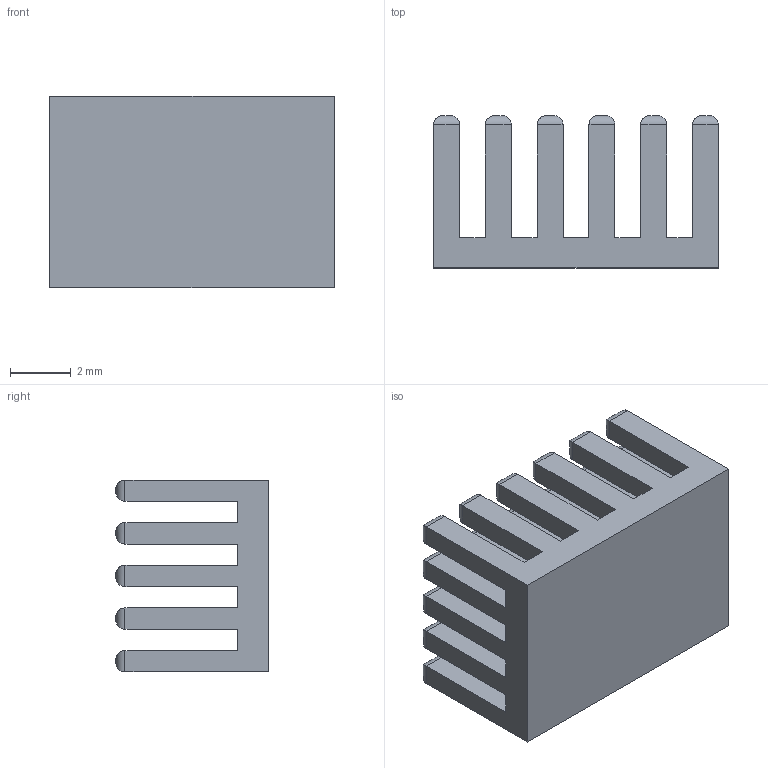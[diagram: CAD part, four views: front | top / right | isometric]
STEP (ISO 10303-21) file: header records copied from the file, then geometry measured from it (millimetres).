
FILE_DESCRIPTION(/* description */ (''),/* implementation_level */ '2;1');
FILE_NAME(/* name */ 'OPAMP_HS_2_F.step',/* time_stamp */ '2022-01-02T20:21:55+02:00',/* author */ (''),/* organization */ (''),/* preprocessor_version */ 'ST-DEVELOPER v18.1',/* originating_system */ 'Autodesk Translation Framework v10.10.0.1391',/* authorisation */ '');
FILE_SCHEMA (('AUTOMOTIVE_DESIGN { 1 0 10303 214 3 1 1 }'));
Length unit declared in the file: millimetre
Products named in the file (1): HS_2_OPAMP
Bounding box: 9.35 x 5 x 6.3 mm (x, y, z)
Volume: 128.7 mm3; surface area: 507.4 mm2
Topology: 1 solids, 1 shells, 254 faces, 600 edges, 360 vertices
Faces by surface type: plane 134, cylinder 120
Entity records: 7144 total; most frequent: DIRECTION 1230, CARTESIAN_POINT 1215, ORIENTED_EDGE 1200, EDGE_CURVE 600, LINE 480, VECTOR 480, AXIS2_PLACEMENT_3D 375, VERTEX_POINT 360
